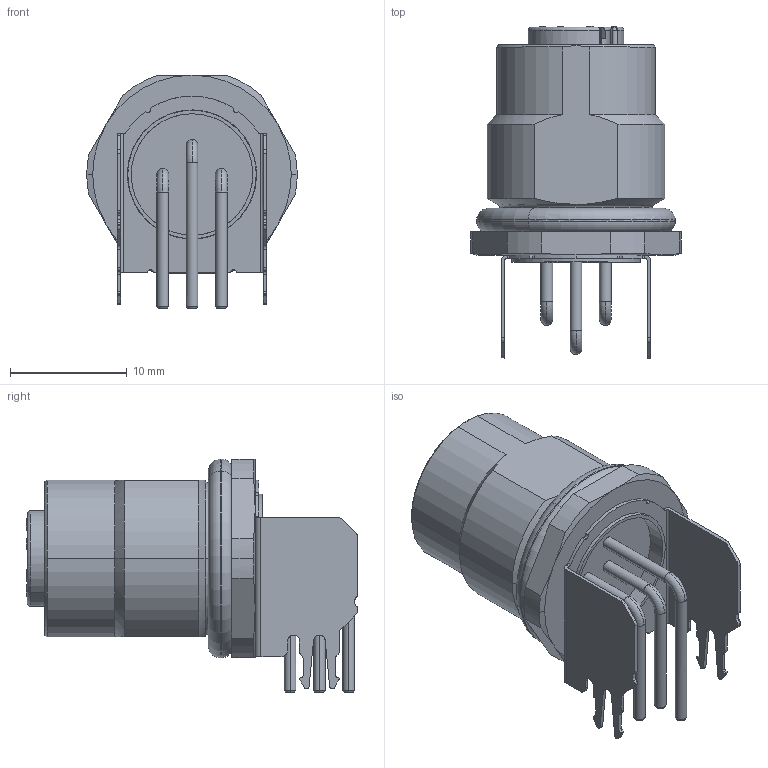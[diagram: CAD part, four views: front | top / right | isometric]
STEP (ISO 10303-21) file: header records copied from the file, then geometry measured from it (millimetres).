
FILE_DESCRIPTION(('CATIA V5 STEP Exchange','CAx-IF Rec.Pracs.--- Model Styling and Organization---1.4--- 2014-01-23'),'2;1');
FILE_NAME ('D1452160_1_1467830000_1467830000.stp','2021-01-02T14:45:34+00:00',('none'),('Weidmueller'),'CATIA Version 5-6 Release 2016 SP3 HF44','CATIA V5 STEP AP214','none');
FILE_SCHEMA(('AUTOMOTIVE_DESIGN { 1 0 10303 214 1 1 1 1 }'));
Length unit declared in the file: millimetre
Products named in the file (1): 1467830000
Bounding box: 18 x 28.4 x 20 mm (x, y, z)
Volume: 2925.3 mm3; surface area: 3311.5 mm2
Topology: 4 solids, 4 shells, 441 faces, 1248 edges, 833 vertices
Faces by surface type: cylinder 170, plane 136, extrusion 53, cone 48, torus 30, sphere 4
Entity records: 16103 total; most frequent: CARTESIAN_POINT 5152, ORIENTED_EDGE 2488, DIRECTION 1798, EDGE_CURVE 1244, VERTEX_POINT 833, AXIS2_PLACEMENT_3D 798, VECTOR 614, LINE 561
